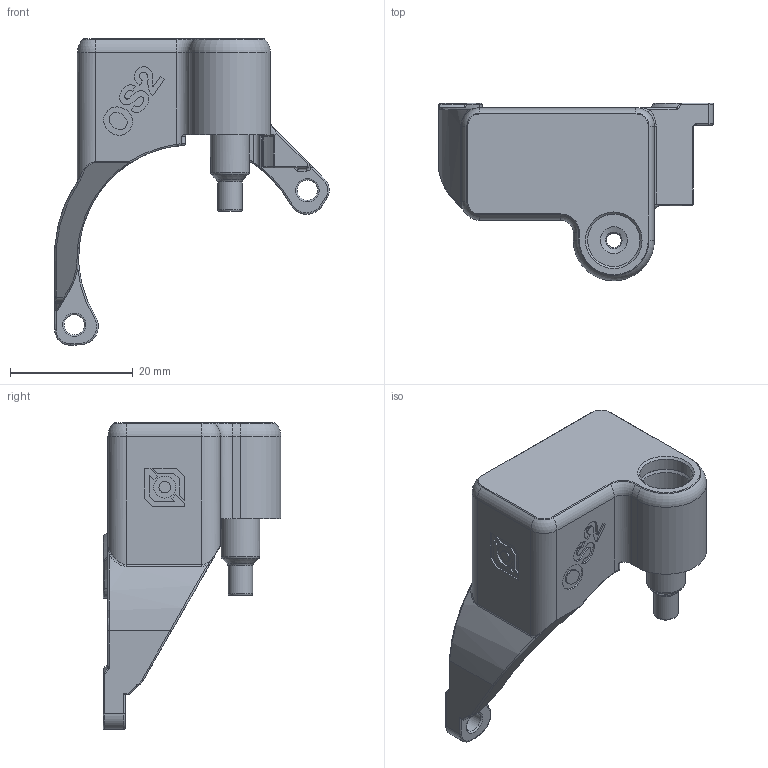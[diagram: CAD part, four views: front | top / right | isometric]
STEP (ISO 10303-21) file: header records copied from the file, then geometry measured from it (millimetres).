
FILE_DESCRIPTION(/* description */ (''),/* implementation_level */ '2;1');
FILE_NAME(/* name */ '',/* time_stamp */ '2025-10-13T10:42:51+03:00',/* author */ (''),/* organization */ (''),/* preprocessor_version */ 'ST-DEVELOPER v20.1',/* originating_system */ 'Autodesk Translation Framework v14.17.0.0',/* authorisation */ '');
FILE_SCHEMA (('AUTOMOTIVE_DESIGN { 1 0 10303 214 3 1 1 }'));
Length unit declared in the file: millimetre
Products named in the file (1): Orbiter v2.0 SensorHousing ECAS Fitting
Bounding box: 44.68 x 28.95 x 49.87 mm (x, y, z)
Volume: 7809.6 mm3; surface area: 6560.5 mm2
Topology: 1 solids, 1 shells, 454 faces, 1179 edges, 725 vertices
Faces by surface type: bspline 156, cylinder 115, plane 115, torus 47, cone 11, sphere 10
Full cylindrical faces by diameter (mm): 0.4 x1, 1.8 x2, 1.875 x1, 2.4 x1, 3.3 x2, 3.563 x1, 4 x1, 6.3 x1, 6.5 x1, 8.53 x2, 9 x1
Entity records: 16596 total; most frequent: CARTESIAN_POINT 6261, ORIENTED_EDGE 2326, DIRECTION 1891, EDGE_CURVE 1163, VERTEX_POINT 724, AXIS2_PLACEMENT_3D 713, EDGE_LOOP 473, LINE 465
